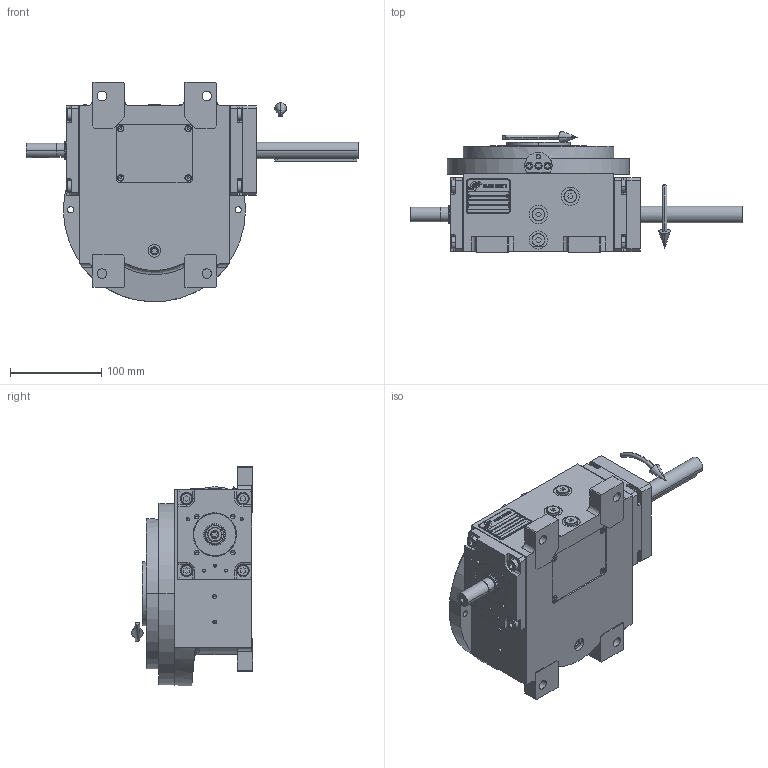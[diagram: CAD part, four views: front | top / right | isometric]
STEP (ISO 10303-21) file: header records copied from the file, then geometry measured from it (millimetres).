
FILE_DESCRIPTION (( 'STEP AP214' ), '1' );
FILE_NAME ('PC5200333.step', '2024-06-13T13:53:20', ( '' ), ( '' ), 'SwSTEP 2.0', 'SolidWorks 2020', '' );
FILE_SCHEMA (( 'AUTOMOTIVE_DESIGN' ));
Length unit declared in the file: millimetre
Products named in the file (74): rig04_071_6_m_n_02.stp; cfn2000_01_129; cfn2000_01_147; freccia_angolare_albero; cfn2077_01_018; cfn2128_04_011; AS_rig04_002_bl_007; cfn2115_02_213; cfn2003_01_063; 900_38_30_003; RIG04_005_S_001_ASM.stp; freccia_angolare; cfn2128_05_006; rig04_007_master; CFN2155_01_007.stp; PC5200333; rig04_001_a; rig04_004_s_001; cfn2104_01_016; cfn2476_01_001_48x38; cfn2155_01_038; rig04_002_bl_007; AS_rig04_015; rig04_003_6; cfn2107_01_001; cfn2000_01_161; cfn2276_01_065; RIG06_021_AF0.stp; AS_rig04_004; cfn2073_01_011; CFN2223_01-390X6-B.stp; AS_900_38_30_003; AS_rig04_004_s_001; rig04_004; rig04_005_s_001; olio_agip_blasia_150; AS_rig04_071_6_m_n_02; CFN2000_01_185.stp; rig04_004_s_002; CFN2203_02_001.stp ...
Assembly tree (67 placements, depth 5):
  cfn2077_01_018
  cfn2115_02_213
  rig04_007_master
  PC5200333
    rig04_001_a
    AS_cfn2476_01_001_48x38
      cfn2476_01_001_48x38
      cfn2107_01_001
      cfn2107_01_001
    AS_rig04_071_6_m_n_02
      rig04_071_6_m_n_02.stp
        RIG04_005_S_001_ASM.stp
          RIG06_021_AF0.stp
          CFN2000_01_185.stp
          CFN2000_01_185.stp
          CFN2104_02_017.stp
        CFN2155_01_007.stp
        CFN2010_02_002.stp
      rig04_003_6
      rig04_005_s_001
      cfn2000_01_147
      cfn2000_01_147
      cfn2000_01_147
      cfn2000_01_147
      cfn2000_01_147
      cfn2000_01_147
      cfn2000_01_147
      cfn2000_01_147
      cfn2104_01_016  x2
    cfn2073_01_011
    AS_rig04_004_s_002
      rig04_004_s_002
      cfn2155_01_038
      cfn2070_05_001
      cfn2000_01_129
      cfn2000_01_129  x2
      cfn2000_01_129
    AS_rig04_004
      rig04_004
      cfn2155_01_055
      cfn2070_05_001
      cfn2000_01_129  x2
      cfn2000_01_129
      cfn2000_01_129
    AS_rig04_002_bl_007
      rig04_002_bl_007
      cfn2115_02_068
    AS_rig04_004_s_001
      rig04_004_s_001
      cfn2000_01_129
      cfn2000_01_129
      cfn2000_01_129  x2
    cfn2128_04_011
    cfn2128_04_011
    cfn2128_04_011
    cfn2128_05_006
    AS_rig04_015
      rig04_015
      cfn2003_01_063
      cfn2003_01_063
Bounding box: 364.5 x 133 x 240.94 mm (x, y, z)
Volume: 1536939.1 mm3; surface area: 451154.6 mm2
Topology: 71 solids, 71 shells, 2053 faces, 5013 edges, 3214 vertices
Faces by surface type: plane 1062, cylinder 634, cone 336, torus 14, sphere 6, bspline 1
Entity records: 62432 total; most frequent: CARTESIAN_POINT 12781, DIRECTION 9864, ORIENTED_EDGE 9432, EDGE_CURVE 4716, AXIS2_PLACEMENT_3D 3392, VECTOR 3080, LINE 3080, VERTEX_POINT 3069
